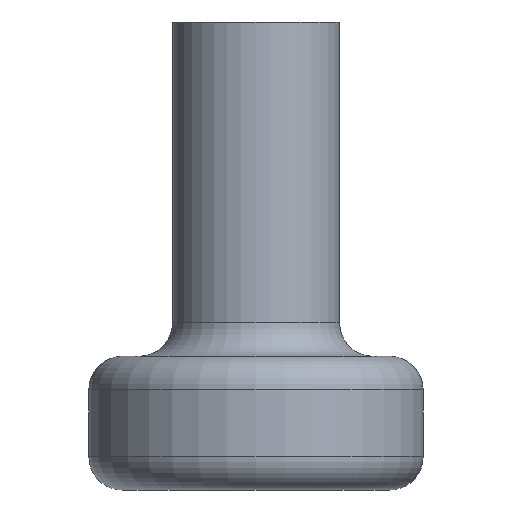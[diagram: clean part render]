
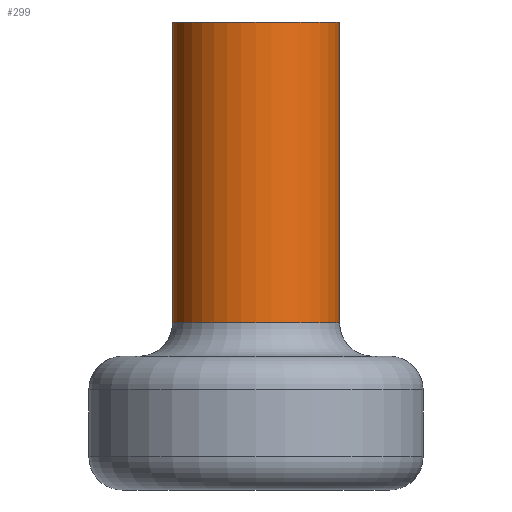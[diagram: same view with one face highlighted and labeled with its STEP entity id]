
A CAD part, front view. The second image highlights one B-rep face of the part: STEP entity #299.
In plain terms, the highlighted cylindrical face has radius 6.25 mm (diameter 12.5 mm), a full revolution.
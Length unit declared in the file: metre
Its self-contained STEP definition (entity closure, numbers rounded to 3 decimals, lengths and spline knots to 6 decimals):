
#59=ORIENTED_EDGE('',*,*,#133,.T.);
#60=ORIENTED_EDGE('',*,*,#132,.T.);
#132=EDGE_CURVE('',#170,#170,#196,.T.);
#133=EDGE_CURVE('',#171,#171,#197,.F.);
#170=VERTEX_POINT('',#514);
#171=VERTEX_POINT('',#517);
#196=CIRCLE('',#342,0.00625);
#197=CIRCLE('',#344,0.00625);
#225=EDGE_LOOP('',(#59));
#226=EDGE_LOOP('',(#60));
#259=FACE_BOUND('',#225,.T.);
#260=FACE_BOUND('',#226,.T.);
#286=CYLINDRICAL_SURFACE('',#343,0.00625);
#299=ADVANCED_FACE('',(#259,#260),#286,.T.);
#342=AXIS2_PLACEMENT_3D('',#513,#405,#406);
#343=AXIS2_PLACEMENT_3D('',#515,#407,#408);
#344=AXIS2_PLACEMENT_3D('',#516,#409,#410);
#405=DIRECTION('',(0.,0.,-1.));
#406=DIRECTION('',(-1.,0.,0.));
#407=DIRECTION('',(0.,0.,1.));
#408=DIRECTION('',(1.,0.,0.));
#409=DIRECTION('',(0.,0.,-1.));
#410=DIRECTION('',(-1.,0.,0.));
#513=CARTESIAN_POINT('',(0.373,-0.092,-0.01));
#514=CARTESIAN_POINT('',(0.36675,-0.092,-0.01));
#515=CARTESIAN_POINT('',(0.373,-0.092,-0.035));
#516=CARTESIAN_POINT('',(0.373,-0.092,-0.0325));
#517=CARTESIAN_POINT('',(0.36675,-0.092,-0.0325));
